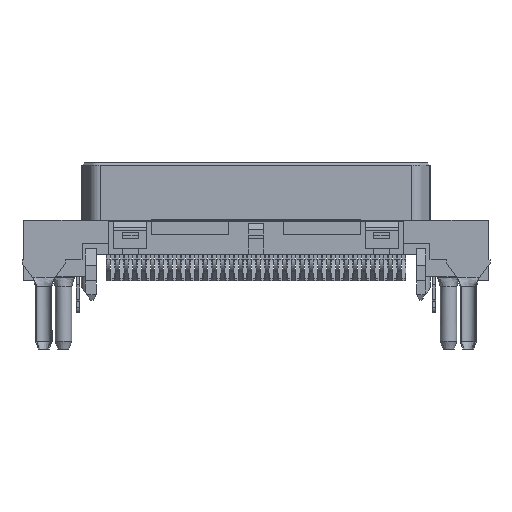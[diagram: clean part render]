
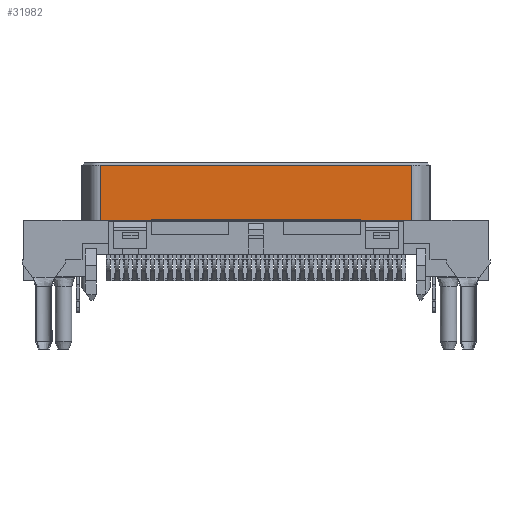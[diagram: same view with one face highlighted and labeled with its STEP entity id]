
A CAD part, front view. The second image highlights one B-rep face of the part: STEP entity #31982.
In plain terms, the highlighted planar face has unit normal (0, -1, 0).
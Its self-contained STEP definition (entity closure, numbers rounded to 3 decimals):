
#3000=FACE_OUTER_BOUND($,#4826,.T.);
#4826=EDGE_LOOP($,(#28591,#28592,#28593,#28594));
#8537=LINE($,#53720,#12311);
#8540=LINE($,#53727,#12314);
#8565=LINE($,#53799,#12339);
#8566=LINE($,#53802,#12340);
#12311=VECTOR($,#43135,28.288);
#12314=VECTOR($,#43142,5.);
#12339=VECTOR($,#43217,5.);
#12340=VECTOR($,#43222,28.288);
#15305=VERTEX_POINT($,#53708);
#15308=VERTEX_POINT($,#53715);
#15310=VERTEX_POINT($,#53725);
#15332=VERTEX_POINT($,#53798);
#19725=EDGE_CURVE($,#15305,#15308,#8537,.T.);
#19729=EDGE_CURVE($,#15310,#15305,#8540,.T.);
#19764=EDGE_CURVE($,#15332,#15308,#8565,.T.);
#19766=EDGE_CURVE($,#15332,#15310,#8566,.T.);
#28591=ORIENTED_EDGE($,*,*,#19725,.F.);
#28592=ORIENTED_EDGE($,*,*,#19729,.F.);
#28593=ORIENTED_EDGE($,*,*,#19766,.F.);
#28594=ORIENTED_EDGE($,*,*,#19764,.T.);
#30191=PLANE($,#34700);
#31982=ADVANCED_FACE($,(#3000),#30191,.T.);
#34700=AXIS2_PLACEMENT_3D($,#53801,#43220,#43221);
#43135=DIRECTION($,(1.,0.,0.));
#43142=DIRECTION($,(0.,0.,1.));
#43217=DIRECTION($,(0.,0.,1.));
#43220=DIRECTION('center_axis',(0.,-1.,0.));
#43221=DIRECTION('ref_axis',(0.,0.,-1.));
#43222=DIRECTION($,(-1.,0.,0.));
#53708=CARTESIAN_POINT('',(-14.144,-1.73,10.5));
#53715=CARTESIAN_POINT('',(14.144,-1.73,10.5));
#53720=CARTESIAN_POINT($,(7.072,-1.73,10.5));
#53725=CARTESIAN_POINT('',(-14.144,-1.73,5.5));
#53727=CARTESIAN_POINT($,(-14.144,-1.73,5.5));
#53798=CARTESIAN_POINT('',(14.144,-1.73,5.5));
#53799=CARTESIAN_POINT($,(14.144,-1.73,5.5));
#53801=CARTESIAN_POINT('Origin',(14.144,-1.73,5.5));
#53802=CARTESIAN_POINT($,(14.144,-1.73,5.5));
